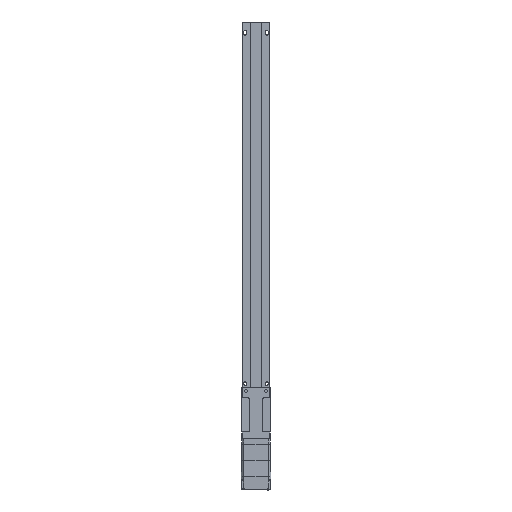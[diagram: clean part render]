
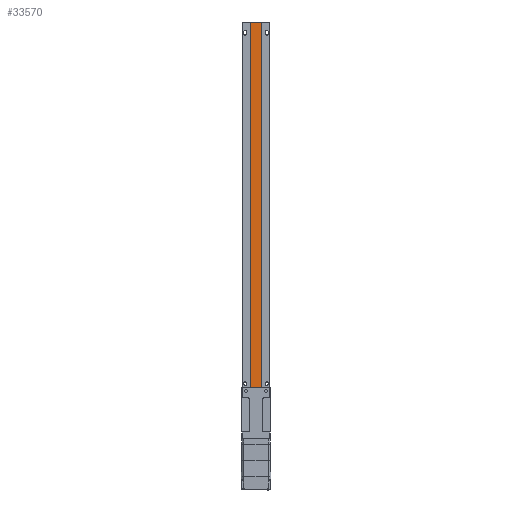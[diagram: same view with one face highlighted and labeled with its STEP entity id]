
A CAD part, front view. The second image highlights one B-rep face of the part: STEP entity #33570.
In plain terms, the highlighted planar face has unit normal (0, -1, 0).
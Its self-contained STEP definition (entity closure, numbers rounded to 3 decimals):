
#1134 = LINE ( 'NONE', #61517, #15899 ) ;
#6009 = DIRECTION ( 'NONE',  ( -1., 0., 0. ) ) ;
#8091 = DIRECTION ( 'NONE',  ( 1., 0., 0. ) ) ;
#8902 = VERTEX_POINT ( 'NONE', #28658 ) ;
#15899 = VECTOR ( 'NONE', #40456, 1000. ) ;
#16270 = CARTESIAN_POINT ( 'NONE',  ( 0., -14.884, 0. ) ) ;
#20492 = CARTESIAN_POINT ( 'NONE',  ( -9.819, -14.884, 546.7 ) ) ;
#20539 = VERTEX_POINT ( 'NONE', #20492 ) ;
#20612 = LINE ( 'NONE', #55500, #45334 ) ;
#21740 = DIRECTION ( 'NONE',  ( 0., -1., 0. ) ) ;
#21820 = EDGE_CURVE ( 'NONE', #62459, #20539, #67257, .T. ) ;
#22686 = LINE ( 'NONE', #29370, #83818 ) ;
#25338 = EDGE_CURVE ( 'NONE', #8902, #66509, #20612, .T. ) ;
#25767 = ORIENTED_EDGE ( 'NONE', *, *, #25338, .T. ) ;
#28658 = CARTESIAN_POINT ( 'NONE',  ( -9.819, -14.884, 0. ) ) ;
#29370 = CARTESIAN_POINT ( 'NONE',  ( -9.819, -14.884, 0. ) ) ;
#29519 = ORIENTED_EDGE ( 'NONE', *, *, #21820, .T. ) ;
#33570 = ADVANCED_FACE ( 'NONE', ( #63774 ), #49461, .T. ) ;
#34965 = VECTOR ( 'NONE', #6009, 1000. ) ;
#39073 = CARTESIAN_POINT ( 'NONE',  ( -8.848, -14.884, 546.7 ) ) ;
#40456 = DIRECTION ( 'NONE',  ( 0., 0., 1. ) ) ;
#43182 = DIRECTION ( 'NONE',  ( 0., 0., 1. ) ) ;
#44160 = DIRECTION ( 'NONE',  ( 0., 0., -1. ) ) ;
#45334 = VECTOR ( 'NONE', #8091, 1000. ) ;
#47266 = EDGE_LOOP ( 'NONE', ( #74185, #29519, #51658, #25767 ) ) ;
#49461 = PLANE ( 'NONE',  #67875 ) ;
#51658 = ORIENTED_EDGE ( 'NONE', *, *, #87150, .T. ) ;
#55500 = CARTESIAN_POINT ( 'NONE',  ( 0., -14.884, 0. ) ) ;
#61517 = CARTESIAN_POINT ( 'NONE',  ( 9.819, -14.884, 0. ) ) ;
#62459 = VERTEX_POINT ( 'NONE', #73407 ) ;
#63774 = FACE_OUTER_BOUND ( 'NONE', #47266, .T. ) ;
#63957 = EDGE_CURVE ( 'NONE', #66509, #62459, #1134, .T. ) ;
#66509 = VERTEX_POINT ( 'NONE', #75270 ) ;
#67257 = LINE ( 'NONE', #39073, #34965 ) ;
#67875 = AXIS2_PLACEMENT_3D ( 'NONE', #16270, #21740, #43182 ) ;
#73407 = CARTESIAN_POINT ( 'NONE',  ( 9.819, -14.884, 546.7 ) ) ;
#74185 = ORIENTED_EDGE ( 'NONE', *, *, #63957, .T. ) ;
#75270 = CARTESIAN_POINT ( 'NONE',  ( 9.819, -14.884, 0. ) ) ;
#83818 = VECTOR ( 'NONE', #44160, 1000. ) ;
#87150 = EDGE_CURVE ( 'NONE', #20539, #8902, #22686, .T. ) ;
